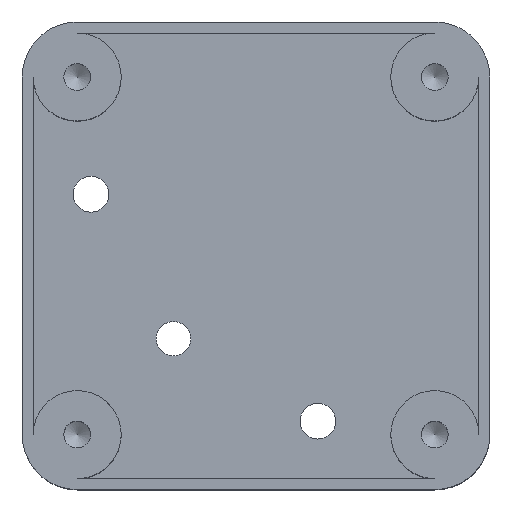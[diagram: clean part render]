
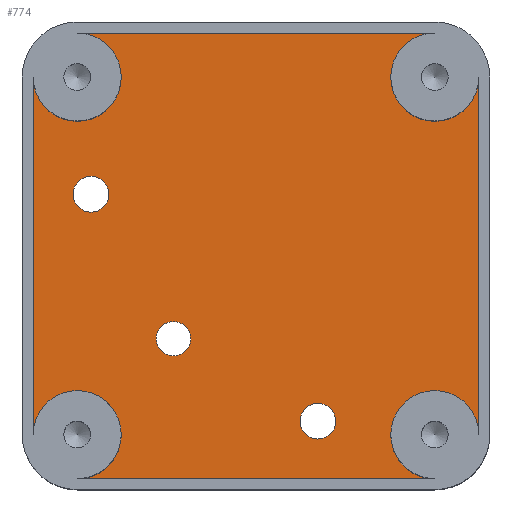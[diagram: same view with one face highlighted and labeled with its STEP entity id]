
A CAD part, top view. The second image highlights one B-rep face of the part: STEP entity #774.
In plain terms, the highlighted planar face has unit normal (0, 0, 1).
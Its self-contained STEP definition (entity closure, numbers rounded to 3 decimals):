
#30=PLANE('',#861);
#49=FACE_BOUND('',#149,.T.);
#50=FACE_BOUND('',#150,.T.);
#51=FACE_BOUND('',#151,.T.);
#97=FACE_OUTER_BOUND('',#148,.T.);
#148=EDGE_LOOP('',(#681,#682,#683,#684,#685,#686,#687,#688));
#149=EDGE_LOOP('',(#689));
#150=EDGE_LOOP('',(#690));
#151=EDGE_LOOP('',(#691));
#166=CIRCLE('',#804,6.4);
#186=CIRCLE('',#845,6.4);
#188=CIRCLE('',#849,6.4);
#190=CIRCLE('',#852,6.4);
#196=CIRCLE('',#862,2.6);
#197=CIRCLE('',#863,2.6);
#198=CIRCLE('',#864,2.5);
#240=LINE('',#1367,#310);
#244=LINE('',#1379,#314);
#250=LINE('',#1399,#320);
#252=LINE('',#1402,#322);
#310=VECTOR('',#1007,10.);
#314=VECTOR('',#1019,10.);
#320=VECTOR('',#1039,10.);
#322=VECTOR('',#1043,10.);
#348=VERTEX_POINT('',#1240);
#349=VERTEX_POINT('',#1241);
#394=VERTEX_POINT('',#1366);
#396=VERTEX_POINT('',#1372);
#398=VERTEX_POINT('',#1378);
#400=VERTEX_POINT('',#1384);
#402=VERTEX_POINT('',#1390);
#403=VERTEX_POINT('',#1391);
#414=VERTEX_POINT('',#1422);
#415=VERTEX_POINT('',#1424);
#416=VERTEX_POINT('',#1426);
#424=EDGE_CURVE('',#348,#349,#166,.T.);
#484=EDGE_CURVE('',#394,#348,#240,.T.);
#487=EDGE_CURVE('',#396,#394,#186,.T.);
#490=EDGE_CURVE('',#398,#396,#244,.T.);
#493=EDGE_CURVE('',#400,#398,#188,.T.);
#496=EDGE_CURVE('',#402,#403,#190,.T.);
#500=EDGE_CURVE('',#403,#400,#250,.T.);
#502=EDGE_CURVE('',#349,#402,#252,.T.);
#512=EDGE_CURVE('',#414,#414,#196,.T.);
#513=EDGE_CURVE('',#415,#415,#197,.T.);
#514=EDGE_CURVE('',#416,#416,#198,.T.);
#681=ORIENTED_EDGE('',*,*,#490,.T.);
#682=ORIENTED_EDGE('',*,*,#487,.T.);
#683=ORIENTED_EDGE('',*,*,#484,.T.);
#684=ORIENTED_EDGE('',*,*,#424,.T.);
#685=ORIENTED_EDGE('',*,*,#502,.T.);
#686=ORIENTED_EDGE('',*,*,#496,.T.);
#687=ORIENTED_EDGE('',*,*,#500,.T.);
#688=ORIENTED_EDGE('',*,*,#493,.T.);
#689=ORIENTED_EDGE('',*,*,#512,.T.);
#690=ORIENTED_EDGE('',*,*,#513,.T.);
#691=ORIENTED_EDGE('',*,*,#514,.T.);
#774=ADVANCED_FACE('',(#97,#49,#50,#51),#30,.T.);
#804=AXIS2_PLACEMENT_3D('',#1242,#887,#888);
#845=AXIS2_PLACEMENT_3D('',#1373,#1012,#1013);
#849=AXIS2_PLACEMENT_3D('',#1385,#1024,#1025);
#852=AXIS2_PLACEMENT_3D('',#1392,#1031,#1032);
#861=AXIS2_PLACEMENT_3D('',#1421,#1059,#1060);
#862=AXIS2_PLACEMENT_3D('',#1423,#1061,#1062);
#863=AXIS2_PLACEMENT_3D('',#1425,#1063,#1064);
#864=AXIS2_PLACEMENT_3D('',#1427,#1065,#1066);
#887=DIRECTION('center_axis',(0.,0.,-1.));
#888=DIRECTION('ref_axis',(1.,0.,0.));
#1007=DIRECTION('',(0.,-1.,0.));
#1012=DIRECTION('center_axis',(0.,0.,-1.));
#1013=DIRECTION('ref_axis',(1.,0.,0.));
#1019=DIRECTION('',(-1.,0.,0.));
#1024=DIRECTION('center_axis',(0.,0.,-1.));
#1025=DIRECTION('ref_axis',(1.,0.,0.));
#1031=DIRECTION('center_axis',(0.,0.,-1.));
#1032=DIRECTION('ref_axis',(1.,0.,0.));
#1039=DIRECTION('',(0.,1.,0.));
#1043=DIRECTION('',(1.,0.,0.));
#1059=DIRECTION('center_axis',(0.,0.,1.));
#1060=DIRECTION('ref_axis',(1.,0.,0.));
#1061=DIRECTION('center_axis',(0.,0.,-1.));
#1062=DIRECTION('ref_axis',(1.,0.,0.));
#1063=DIRECTION('center_axis',(0.,0.,-1.));
#1064=DIRECTION('ref_axis',(1.,0.,0.));
#1065=DIRECTION('center_axis',(0.,0.,-1.));
#1066=DIRECTION('ref_axis',(1.,0.,0.));
#1240=CARTESIAN_POINT('',(-32.4,-26.,2.));
#1241=CARTESIAN_POINT('',(-26.,-32.4,2.));
#1242=CARTESIAN_POINT('Origin',(-26.,-26.,2.));
#1366=CARTESIAN_POINT('',(-32.4,26.,2.));
#1367=CARTESIAN_POINT('',(-32.4,-13.,2.));
#1372=CARTESIAN_POINT('',(-26.,32.4,2.));
#1373=CARTESIAN_POINT('Origin',(-26.,26.,2.));
#1378=CARTESIAN_POINT('',(26.,32.4,2.));
#1379=CARTESIAN_POINT('',(-13.,32.4,2.));
#1384=CARTESIAN_POINT('',(32.4,26.,2.));
#1385=CARTESIAN_POINT('Origin',(26.,26.,2.));
#1390=CARTESIAN_POINT('',(26.,-32.4,2.));
#1391=CARTESIAN_POINT('',(32.4,-26.,2.));
#1392=CARTESIAN_POINT('Origin',(26.,-26.,2.));
#1399=CARTESIAN_POINT('',(32.4,13.,2.));
#1402=CARTESIAN_POINT('',(13.,-32.4,2.));
#1421=CARTESIAN_POINT('Origin',(0.,0.,
2.));
#1422=CARTESIAN_POINT('',(6.4,-24.,2.));
#1423=CARTESIAN_POINT('Origin',(9.,-24.,2.));
#1424=CARTESIAN_POINT('',(-26.6,9.,2.));
#1425=CARTESIAN_POINT('Origin',(-24.,9.,2.));
#1426=CARTESIAN_POINT('',(-14.5,-12.,2.));
#1427=CARTESIAN_POINT('Origin',(-12.,-12.,2.));
